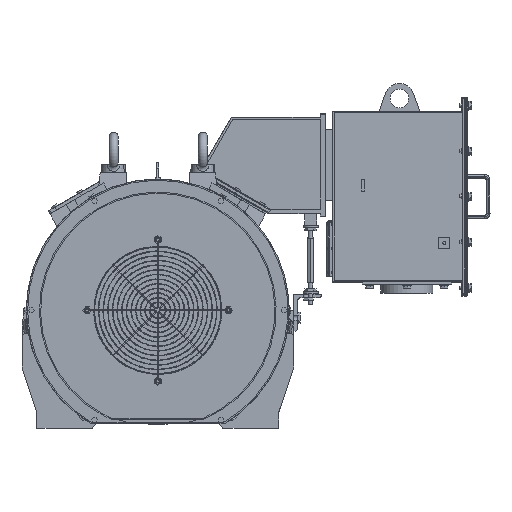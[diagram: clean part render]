
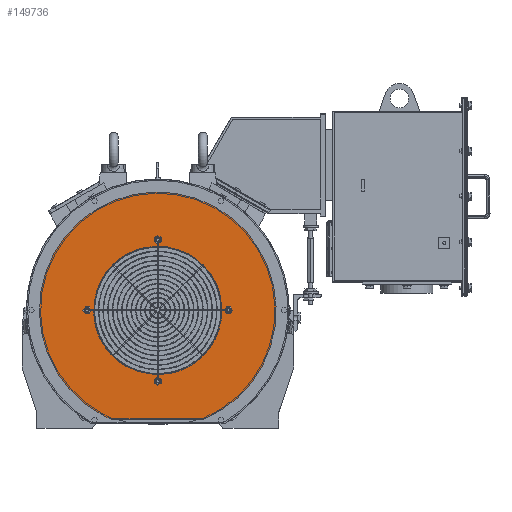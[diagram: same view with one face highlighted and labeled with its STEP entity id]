
A CAD part, front view. The second image highlights one B-rep face of the part: STEP entity #149736.
In plain terms, the highlighted planar face has unit normal (0, -1, 0).
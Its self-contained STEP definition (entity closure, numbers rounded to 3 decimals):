
#149315=CARTESIAN_POINT('Vertex',(-190.,-1685.,4.)) ;
#149318=CARTESIAN_POINT('Axis2P3D Location',(-190.,-1685.,0.)) ;
#149322=CARTESIAN_POINT('Vertex',(-190.,-1685.,-4.)) ;
#149342=CARTESIAN_POINT('Axis2P3D Location',(-190.,-1685.,0.)) ;
#149372=CARTESIAN_POINT('Vertex',(-4.,-1685.,-190.)) ;
#149375=CARTESIAN_POINT('Axis2P3D Location',(0.,-1685.,-190.)) ;
#149379=CARTESIAN_POINT('Vertex',(4.,-1685.,-190.)) ;
#149399=CARTESIAN_POINT('Axis2P3D Location',(0.,-1685.,-190.)) ;
#149429=CARTESIAN_POINT('Vertex',(190.,-1685.,-4.)) ;
#149432=CARTESIAN_POINT('Axis2P3D Location',(190.,-1685.,0.)) ;
#149436=CARTESIAN_POINT('Vertex',(190.,-1685.,4.)) ;
#149456=CARTESIAN_POINT('Axis2P3D Location',(190.,-1685.,0.)) ;
#149486=CARTESIAN_POINT('Vertex',(4.,-1685.,190.)) ;
#149489=CARTESIAN_POINT('Axis2P3D Location',(0.,-1685.,190.)) ;
#149493=CARTESIAN_POINT('Vertex',(-4.,-1685.,190.)) ;
#149513=CARTESIAN_POINT('Axis2P3D Location',(0.,-1685.,190.)) ;
#149599=CARTESIAN_POINT('Axis2P3D Location',(0.,-1685.,318.2)) ;
#149604=CARTESIAN_POINT('Axis2P3D Location',(0.,-1685.,0.)) ;
#149608=CARTESIAN_POINT('Vertex',(-124.106,-1685.,-293.)) ;
#149610=CARTESIAN_POINT('Vertex',(-152.553,-1685.,-279.247)) ;
#149613=CARTESIAN_POINT('Line Origine',(0.,-1685.,-293.)) ;
#149617=CARTESIAN_POINT('Vertex',(124.106,-1685.,-293.)) ;
#149620=CARTESIAN_POINT('Axis2P3D Location',(0.,-1685.,0.)) ;
#149624=CARTESIAN_POINT('Vertex',(152.553,-1685.,279.247)) ;
#149627=CARTESIAN_POINT('Axis2P3D Location',(0.,-1685.,0.)) ;
#149642=CARTESIAN_POINT('Axis2P3D Location',(0.,-1685.,0.)) ;
#149646=CARTESIAN_POINT('Vertex',(-120.208,-1685.,-120.208)) ;
#149648=CARTESIAN_POINT('Vertex',(-170.,-1685.,0.)) ;
#149651=CARTESIAN_POINT('Axis2P3D Location',(0.,-1685.,0.)) ;
#149655=CARTESIAN_POINT('Vertex',(-120.208,-1685.,120.208)) ;
#149658=CARTESIAN_POINT('Axis2P3D Location',(0.,-1685.,0.)) ;
#149662=CARTESIAN_POINT('Vertex',(0.,-1685.,170.)) ;
#149665=CARTESIAN_POINT('Axis2P3D Location',(0.,-1685.,0.)) ;
#149669=CARTESIAN_POINT('Vertex',(81.502,-1685.,149.189)) ;
#149672=CARTESIAN_POINT('Axis2P3D Location',(0.,-1685.,0.)) ;
#149676=CARTESIAN_POINT('Vertex',(120.208,-1685.,120.208)) ;
#149679=CARTESIAN_POINT('Axis2P3D Location',(0.,-1685.,0.)) ;
#149683=CARTESIAN_POINT('Vertex',(170.,-1685.,0.)) ;
#149686=CARTESIAN_POINT('Axis2P3D Location',(0.,-1685.,0.)) ;
#149690=CARTESIAN_POINT('Vertex',(120.208,-1685.,-120.208)) ;
#149693=CARTESIAN_POINT('Axis2P3D Location',(0.,-1685.,0.)) ;
#149697=CARTESIAN_POINT('Vertex',(0.,-1685.,-170.)) ;
#149700=CARTESIAN_POINT('Axis2P3D Location',(0.,-1685.,0.)) ;
#149704=CARTESIAN_POINT('Vertex',(-81.502,-1685.,-149.189)) ;
#149707=CARTESIAN_POINT('Axis2P3D Location',(0.,-1685.,0.)) ;
#149319=DIRECTION('Axis2P3D Direction',(-0.,-1.,0.)) ;
#149343=DIRECTION('Axis2P3D Direction',(-0.,-1.,0.)) ;
#149376=DIRECTION('Axis2P3D Direction',(0.,-1.,-0.)) ;
#149400=DIRECTION('Axis2P3D Direction',(0.,-1.,-0.)) ;
#149433=DIRECTION('Axis2P3D Direction',(0.,-1.,0.)) ;
#149457=DIRECTION('Axis2P3D Direction',(0.,-1.,0.)) ;
#149490=DIRECTION('Axis2P3D Direction',(0.,-1.,0.)) ;
#149514=DIRECTION('Axis2P3D Direction',(0.,-1.,0.)) ;
#149600=DIRECTION('Axis2P3D Direction',(-0.,1.,0.)) ;
#149601=DIRECTION('Axis2P3D XDirection',(1.,0.,0.)) ;
#149605=DIRECTION('Axis2P3D Direction',(-0.,1.,0.)) ;
#149614=DIRECTION('Vector Direction',(1.,0.,0.)) ;
#149621=DIRECTION('Axis2P3D Direction',(-0.,1.,0.)) ;
#149628=DIRECTION('Axis2P3D Direction',(-0.,1.,0.)) ;
#149643=DIRECTION('Axis2P3D Direction',(-0.,1.,0.)) ;
#149652=DIRECTION('Axis2P3D Direction',(-0.,1.,0.)) ;
#149659=DIRECTION('Axis2P3D Direction',(-0.,1.,0.)) ;
#149666=DIRECTION('Axis2P3D Direction',(-0.,1.,0.)) ;
#149673=DIRECTION('Axis2P3D Direction',(-0.,1.,0.)) ;
#149680=DIRECTION('Axis2P3D Direction',(-0.,1.,0.)) ;
#149687=DIRECTION('Axis2P3D Direction',(-0.,1.,0.)) ;
#149694=DIRECTION('Axis2P3D Direction',(-0.,1.,0.)) ;
#149701=DIRECTION('Axis2P3D Direction',(-0.,1.,0.)) ;
#149708=DIRECTION('Axis2P3D Direction',(-0.,1.,0.)) ;
#149320=AXIS2_PLACEMENT_3D('Circle Axis2P3D',#149318,#149319,$) ;
#149344=AXIS2_PLACEMENT_3D('Circle Axis2P3D',#149342,#149343,$) ;
#149377=AXIS2_PLACEMENT_3D('Circle Axis2P3D',#149375,#149376,$) ;
#149401=AXIS2_PLACEMENT_3D('Circle Axis2P3D',#149399,#149400,$) ;
#149434=AXIS2_PLACEMENT_3D('Circle Axis2P3D',#149432,#149433,$) ;
#149458=AXIS2_PLACEMENT_3D('Circle Axis2P3D',#149456,#149457,$) ;
#149491=AXIS2_PLACEMENT_3D('Circle Axis2P3D',#149489,#149490,$) ;
#149515=AXIS2_PLACEMENT_3D('Circle Axis2P3D',#149513,#149514,$) ;
#149602=AXIS2_PLACEMENT_3D('Plane Axis2P3D',#149599,#149600,#149601) ;
#149606=AXIS2_PLACEMENT_3D('Circle Axis2P3D',#149604,#149605,$) ;
#149622=AXIS2_PLACEMENT_3D('Circle Axis2P3D',#149620,#149621,$) ;
#149629=AXIS2_PLACEMENT_3D('Circle Axis2P3D',#149627,#149628,$) ;
#149644=AXIS2_PLACEMENT_3D('Circle Axis2P3D',#149642,#149643,$) ;
#149653=AXIS2_PLACEMENT_3D('Circle Axis2P3D',#149651,#149652,$) ;
#149660=AXIS2_PLACEMENT_3D('Circle Axis2P3D',#149658,#149659,$) ;
#149667=AXIS2_PLACEMENT_3D('Circle Axis2P3D',#149665,#149666,$) ;
#149674=AXIS2_PLACEMENT_3D('Circle Axis2P3D',#149672,#149673,$) ;
#149681=AXIS2_PLACEMENT_3D('Circle Axis2P3D',#149679,#149680,$) ;
#149688=AXIS2_PLACEMENT_3D('Circle Axis2P3D',#149686,#149687,$) ;
#149695=AXIS2_PLACEMENT_3D('Circle Axis2P3D',#149693,#149694,$) ;
#149702=AXIS2_PLACEMENT_3D('Circle Axis2P3D',#149700,#149701,$) ;
#149709=AXIS2_PLACEMENT_3D('Circle Axis2P3D',#149707,#149708,$) ;
#149633=ORIENTED_EDGE('',*,*,#149612,.F.) ;
#149634=ORIENTED_EDGE('',*,*,#149619,.T.) ;
#149635=ORIENTED_EDGE('',*,*,#149626,.F.) ;
#149636=ORIENTED_EDGE('',*,*,#149631,.F.) ;
#149639=ORIENTED_EDGE('',*,*,#149517,.F.) ;
#149640=ORIENTED_EDGE('',*,*,#149495,.F.) ;
#149713=ORIENTED_EDGE('',*,*,#149650,.T.) ;
#149714=ORIENTED_EDGE('',*,*,#149657,.T.) ;
#149715=ORIENTED_EDGE('',*,*,#149664,.T.) ;
#149716=ORIENTED_EDGE('',*,*,#149671,.T.) ;
#149717=ORIENTED_EDGE('',*,*,#149678,.T.) ;
#149718=ORIENTED_EDGE('',*,*,#149685,.T.) ;
#149719=ORIENTED_EDGE('',*,*,#149692,.T.) ;
#149720=ORIENTED_EDGE('',*,*,#149699,.T.) ;
#149721=ORIENTED_EDGE('',*,*,#149706,.T.) ;
#149722=ORIENTED_EDGE('',*,*,#149711,.T.) ;
#149725=ORIENTED_EDGE('',*,*,#149460,.F.) ;
#149726=ORIENTED_EDGE('',*,*,#149438,.F.) ;
#149729=ORIENTED_EDGE('',*,*,#149403,.F.) ;
#149730=ORIENTED_EDGE('',*,*,#149381,.F.) ;
#149733=ORIENTED_EDGE('',*,*,#149346,.F.) ;
#149734=ORIENTED_EDGE('',*,*,#149324,.F.) ;
#149641=FACE_BOUND('',#149638,.T.) ;
#149723=FACE_BOUND('',#149712,.T.) ;
#149727=FACE_BOUND('',#149724,.T.) ;
#149731=FACE_BOUND('',#149728,.T.) ;
#149735=FACE_BOUND('',#149732,.T.) ;
#149615=VECTOR('Line Direction',#149614,1.) ;
#149736=ADVANCED_FACE('PartBody',(#149637,#149641,#149723,#149727,#149731,#149735),#149603,.F.) ;
#149321=CIRCLE('generated circle',#149320,4.) ;
#149345=CIRCLE('generated circle',#149344,4.) ;
#149378=CIRCLE('generated circle',#149377,4.) ;
#149402=CIRCLE('generated circle',#149401,4.) ;
#149435=CIRCLE('generated circle',#149434,4.) ;
#149459=CIRCLE('generated circle',#149458,4.) ;
#149492=CIRCLE('generated circle',#149491,4.) ;
#149516=CIRCLE('generated circle',#149515,4.) ;
#149607=CIRCLE('generated circle',#149606,318.2) ;
#149623=CIRCLE('generated circle',#149622,318.2) ;
#149630=CIRCLE('generated circle',#149629,318.2) ;
#149645=CIRCLE('generated circle',#149644,170.) ;
#149654=CIRCLE('generated circle',#149653,170.) ;
#149661=CIRCLE('generated circle',#149660,170.) ;
#149668=CIRCLE('generated circle',#149667,170.) ;
#149675=CIRCLE('generated circle',#149674,170.) ;
#149682=CIRCLE('generated circle',#149681,170.) ;
#149689=CIRCLE('generated circle',#149688,170.) ;
#149696=CIRCLE('generated circle',#149695,170.) ;
#149703=CIRCLE('generated circle',#149702,170.) ;
#149710=CIRCLE('generated circle',#149709,170.) ;
#149324=EDGE_CURVE('',#149316,#149323,#149321,.T.) ;
#149346=EDGE_CURVE('',#149323,#149316,#149345,.T.) ;
#149381=EDGE_CURVE('',#149373,#149380,#149378,.T.) ;
#149403=EDGE_CURVE('',#149380,#149373,#149402,.T.) ;
#149438=EDGE_CURVE('',#149430,#149437,#149435,.T.) ;
#149460=EDGE_CURVE('',#149437,#149430,#149459,.T.) ;
#149495=EDGE_CURVE('',#149487,#149494,#149492,.T.) ;
#149517=EDGE_CURVE('',#149494,#149487,#149516,.T.) ;
#149612=EDGE_CURVE('',#149609,#149611,#149607,.T.) ;
#149619=EDGE_CURVE('',#149609,#149618,#149616,.T.) ;
#149626=EDGE_CURVE('',#149625,#149618,#149623,.T.) ;
#149631=EDGE_CURVE('',#149611,#149625,#149630,.T.) ;
#149650=EDGE_CURVE('',#149647,#149649,#149645,.T.) ;
#149657=EDGE_CURVE('',#149649,#149656,#149654,.T.) ;
#149664=EDGE_CURVE('',#149656,#149663,#149661,.T.) ;
#149671=EDGE_CURVE('',#149663,#149670,#149668,.T.) ;
#149678=EDGE_CURVE('',#149670,#149677,#149675,.T.) ;
#149685=EDGE_CURVE('',#149677,#149684,#149682,.T.) ;
#149692=EDGE_CURVE('',#149684,#149691,#149689,.T.) ;
#149699=EDGE_CURVE('',#149691,#149698,#149696,.T.) ;
#149706=EDGE_CURVE('',#149698,#149705,#149703,.T.) ;
#149711=EDGE_CURVE('',#149705,#149647,#149710,.T.) ;
#149632=EDGE_LOOP('',(#149633,#149634,#149635,#149636)) ;
#149638=EDGE_LOOP('',(#149639,#149640)) ;
#149712=EDGE_LOOP('',(#149713,#149714,#149715,#149716,#149717,#149718,#149719,#149720,#149721,#149722)) ;
#149724=EDGE_LOOP('',(#149725,#149726)) ;
#149728=EDGE_LOOP('',(#149729,#149730)) ;
#149732=EDGE_LOOP('',(#149733,#149734)) ;
#149637=FACE_OUTER_BOUND('',#149632,.T.) ;
#149616=LINE('Line',#149613,#149615) ;
#149603=PLANE('',#149602) ;
#149316=VERTEX_POINT('',#149315) ;
#149323=VERTEX_POINT('',#149322) ;
#149373=VERTEX_POINT('',#149372) ;
#149380=VERTEX_POINT('',#149379) ;
#149430=VERTEX_POINT('',#149429) ;
#149437=VERTEX_POINT('',#149436) ;
#149487=VERTEX_POINT('',#149486) ;
#149494=VERTEX_POINT('',#149493) ;
#149609=VERTEX_POINT('',#149608) ;
#149611=VERTEX_POINT('',#149610) ;
#149618=VERTEX_POINT('',#149617) ;
#149625=VERTEX_POINT('',#149624) ;
#149647=VERTEX_POINT('',#149646) ;
#149649=VERTEX_POINT('',#149648) ;
#149656=VERTEX_POINT('',#149655) ;
#149663=VERTEX_POINT('',#149662) ;
#149670=VERTEX_POINT('',#149669) ;
#149677=VERTEX_POINT('',#149676) ;
#149684=VERTEX_POINT('',#149683) ;
#149691=VERTEX_POINT('',#149690) ;
#149698=VERTEX_POINT('',#149697) ;
#149705=VERTEX_POINT('',#149704) ;
